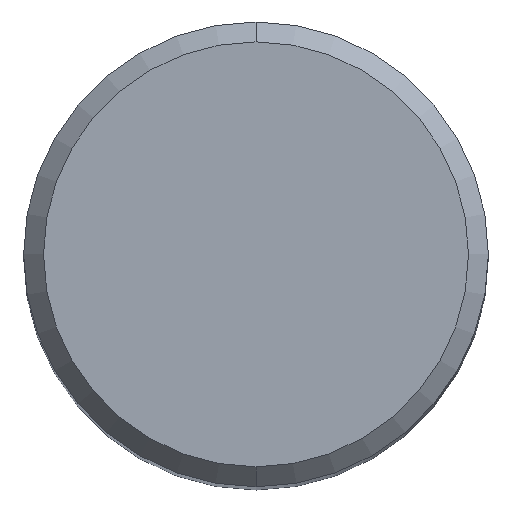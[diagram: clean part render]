
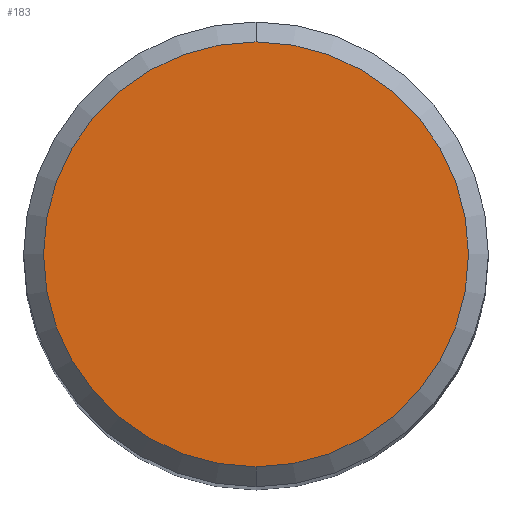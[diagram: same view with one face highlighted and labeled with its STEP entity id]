
A CAD part, top view. The second image highlights one B-rep face of the part: STEP entity #183.
In plain terms, the highlighted planar face has unit normal (0, 0, 1).
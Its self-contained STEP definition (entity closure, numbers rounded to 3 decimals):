
#183=ADVANCED_FACE('',(#491),#492,.T.);
#257=VERTEX_POINT('',#574);
#267=EDGE_CURVE('',#257,#297,#584,.T.);
#297=VERTEX_POINT('',#619);
#353=EDGE_CURVE('',#297,#257,#680,.T.);
#491=FACE_OUTER_BOUND('',#822,.T.);
#492=PLANE('',#823);
#574=CARTESIAN_POINT('',(0.0,6.4,0.0));
#584=CIRCLE('',#1062,6.4);
#619=CARTESIAN_POINT('',(0.,-6.4,0.0));
#680=CIRCLE('',#1273,6.4);
#822=EDGE_LOOP('',(#1519,#1520));
#823=AXIS2_PLACEMENT_3D('',#1521,#1522,#1523);
#1062=AXIS2_PLACEMENT_3D('',#1627,#1628,#1629);
#1273=AXIS2_PLACEMENT_3D('',#1746,#1747,#1748);
#1519=ORIENTED_EDGE('',*,*,#267,.F.);
#1520=ORIENTED_EDGE('',*,*,#353,.F.);
#1521=CARTESIAN_POINT('',(0.0,3.2,0.0));
#1522=DIRECTION('',(-0.0,0.0,1.0));
#1523=DIRECTION('',(0.0,-1.0,0.0));
#1627=CARTESIAN_POINT('',(0.0,0.0,0.0));
#1628=DIRECTION('',(0.0,0.0,-1.0));
#1629=DIRECTION('',(0.0,1.0,0.0));
#1746=CARTESIAN_POINT('',(0.0,0.0,0.0));
#1747=DIRECTION('',(0.0,0.0,-1.0));
#1748=DIRECTION('',(0.0,1.0,0.0));
